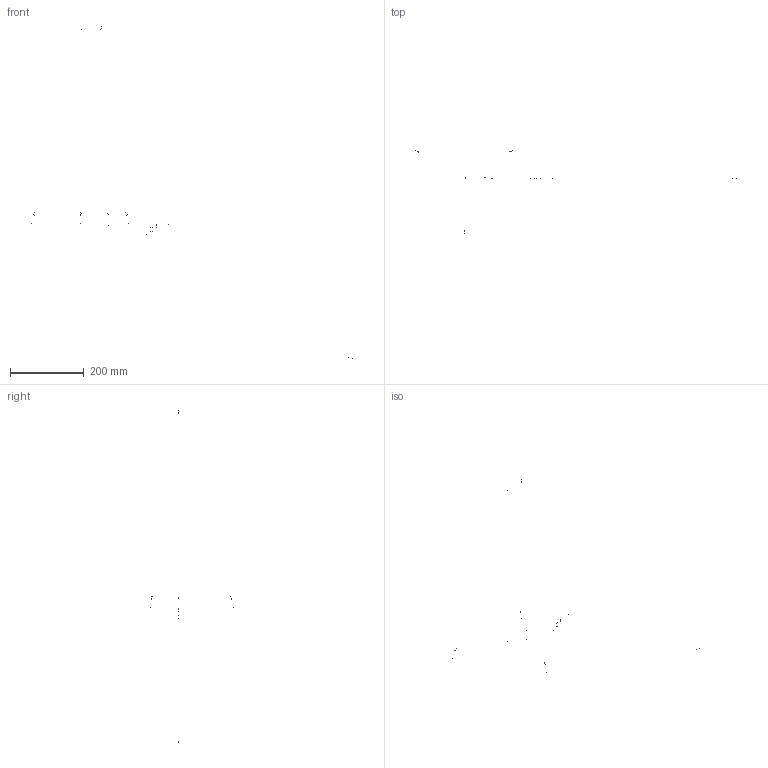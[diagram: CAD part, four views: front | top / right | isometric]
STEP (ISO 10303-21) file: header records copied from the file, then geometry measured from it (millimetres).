
FILE_DESCRIPTION(/* description */ (''),/* implementation_level */ '2;1');
FILE_NAME(/* name */ 'Float60_3D_mm',/* time_stamp */ '2025-07-02T13:34:04-07:00',/* author */ (''),/* organization */ (''),/* preprocessor_version */ 'ST-DEVELOPER v16.5',/* originating_system */ '',/* authorisation */ '');
FILE_SCHEMA (('AUTOMOTIVE_DESIGN'));
Length unit declared in the file: millimetre
Products named in the file (1): Document
Bounding box: 867.87 x 227.37 x 900.03 mm (x, y, z)
Volume: 42343487.2 mm3; surface area: 4843195.9 mm2
Topology: 10 solids, 11 shells, 42 faces, 57 edges, 33 vertices
Faces by surface type: bspline 21, plane 21
Entity records: 1440 total; most frequent: CARTESIAN_POINT 868, ORIENTED_EDGE 107, EDGE_CURVE 54, EDGE_LOOP 44, ADVANCED_FACE 42, FACE_OUTER_BOUND 42, VERTEX_POINT 33, DIRECTION 32
